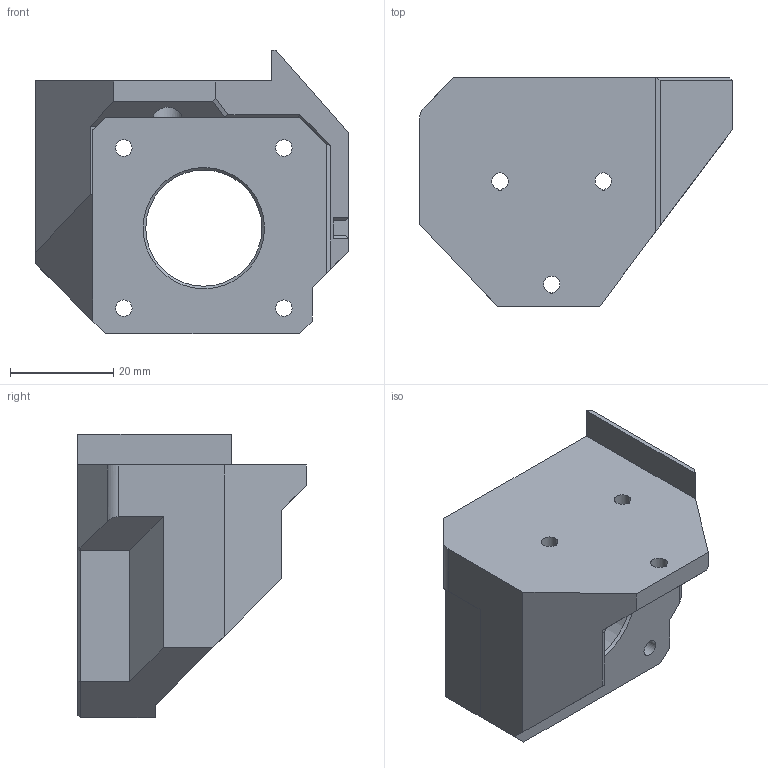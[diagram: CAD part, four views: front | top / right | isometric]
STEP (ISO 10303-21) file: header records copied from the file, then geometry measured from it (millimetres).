
FILE_DESCRIPTION(/* description */ (''),/* implementation_level */ '2;1');
FILE_NAME(/* name */ 'z-bottom-left-R2.stp',/* time_stamp */ '2023-07-10T12:32:14+02:00',/* author */ ('Eliáš Knor'),/* organization */ (''),/* preprocessor_version */ 'ST-DEVELOPER v19',/* originating_system */ 'Autodesk Inventor 2023',/* authorisation */ '');
FILE_SCHEMA (('AUTOMOTIVE_DESIGN { 1 0 10303 214 3 1 1 }'));
Length unit declared in the file: millimetre
Products named in the file (1): z-bottom-left
Bounding box: 60.58 x 44.25 x 55 mm (x, y, z)
Volume: 44627 mm3; surface area: 14129.8 mm2
Topology: 1 solids, 1 shells, 176 faces, 480 edges, 309 vertices
Faces by surface type: plane 131, cylinder 21, bspline 16, cone 8
Full cylindrical faces by diameter (mm): 3.2 x4, 6.3 x7, 22.5 x1
Entity records: 5804 total; most frequent: CARTESIAN_POINT 1182, ORIENTED_EDGE 960, DIRECTION 858, EDGE_CURVE 480, LINE 352, VECTOR 352, VERTEX_POINT 309, AXIS2_PLACEMENT_3D 253
